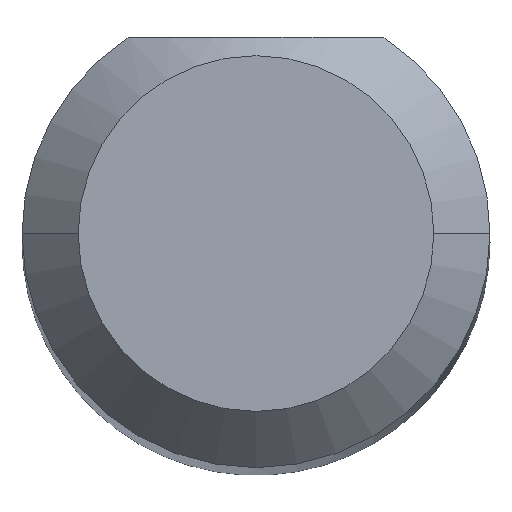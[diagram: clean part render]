
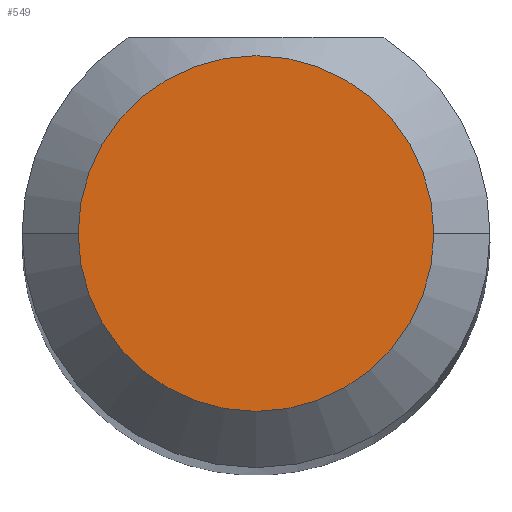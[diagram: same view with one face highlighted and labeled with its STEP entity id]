
A CAD part, top view. The second image highlights one B-rep face of the part: STEP entity #549.
In plain terms, the highlighted planar face has unit normal (0, 0, 1).
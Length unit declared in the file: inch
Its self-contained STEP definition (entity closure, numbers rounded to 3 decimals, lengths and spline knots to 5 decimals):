
#49 = VERTEX_POINT ( 'NONE', #511 ) ;
#66 = ORIENTED_EDGE ( 'NONE', *, *, #261, .T. ) ;
#81 = AXIS2_PLACEMENT_3D ( 'NONE', #570, #523, #431 ) ;
#91 = DIRECTION ( 'NONE',  ( 0., 0., 1. ) ) ;
#94 = DIRECTION ( 'NONE',  ( 0., 0., 1. ) ) ;
#117 = CIRCLE ( 'NONE', #300, 0.0475 ) ;
#171 = FACE_OUTER_BOUND ( 'NONE', #531, .T. ) ;
#192 = EDGE_CURVE ( 'NONE', #49, #400, #117, .T. ) ;
#261 = EDGE_CURVE ( 'NONE', #400, #49, #538, .T. ) ;
#262 = CARTESIAN_POINT ( 'NONE',  ( 0., 0., 1.5 ) ) ;
#292 = AXIS2_PLACEMENT_3D ( 'NONE', #262, #94, #316 ) ;
#300 = AXIS2_PLACEMENT_3D ( 'NONE', #513, #91, #475 ) ;
#316 = DIRECTION ( 'NONE',  ( 1., 0., 0. ) ) ;
#362 = ORIENTED_EDGE ( 'NONE', *, *, #192, .T. ) ;
#400 = VERTEX_POINT ( 'NONE', #410 ) ;
#410 = CARTESIAN_POINT ( 'NONE',  ( -0.0475, 0., 1.5 ) ) ;
#431 = DIRECTION ( 'NONE',  ( 1., 0., 0. ) ) ;
#475 = DIRECTION ( 'NONE',  ( 1., 0., 0. ) ) ;
#511 = CARTESIAN_POINT ( 'NONE',  ( 0.0475, 0., 1.5 ) ) ;
#513 = CARTESIAN_POINT ( 'NONE',  ( 0., 0., 1.5 ) ) ;
#523 = DIRECTION ( 'NONE',  ( 0., 0., 1. ) ) ;
#531 = EDGE_LOOP ( 'NONE', ( #66, #362 ) ) ;
#538 = CIRCLE ( 'NONE', #292, 0.0475 ) ;
#549 = ADVANCED_FACE ( 'NONE', ( #171 ), #564, .T. ) ;
#564 = PLANE ( 'NONE',  #81 ) ;
#570 = CARTESIAN_POINT ( 'NONE',  ( 0., 0., 1.5 ) ) ;
